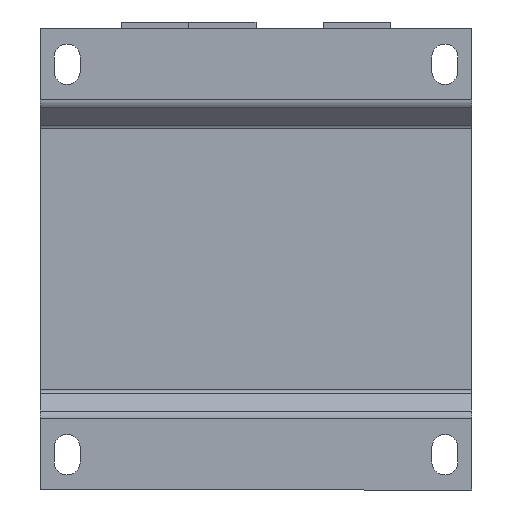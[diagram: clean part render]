
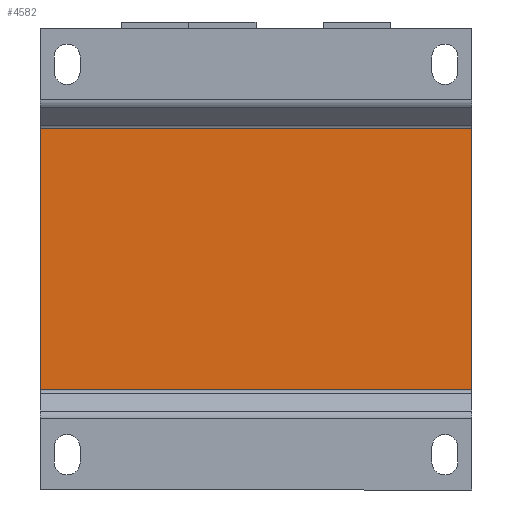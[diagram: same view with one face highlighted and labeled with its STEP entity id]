
A CAD part, front view. The second image highlights one B-rep face of the part: STEP entity #4582.
In plain terms, the highlighted planar face has unit normal (0, -1, 0).
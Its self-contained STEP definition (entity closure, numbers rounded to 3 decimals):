
#133 = VERTEX_POINT ( 'NONE', #1208 ) ;
#555 = VERTEX_POINT ( 'NONE', #5979 ) ;
#740 = EDGE_CURVE ( 'Defeature ausgef�hrt1_84+Defeature ausgef�hrt1_87+Defeature ausgef�hrt1_86+Defeature ausgef�hrt1_85', #133, #1970, #3323, .T. ) ;
#943 = ORIENTED_EDGE ( 'NONE', *, *, #4943, .F. ) ;
#1072 = VECTOR ( 'NONE', #3166, 1000. ) ;
#1191 = EDGE_CURVE ( 'Defeature ausgef�hrt1_89+Defeature ausgef�hrt1_87+Defeature ausgef�hrt1_85+Defeature ausgef�hrt1_68', #1970, #555, #4786, .T. ) ;
#1208 = CARTESIAN_POINT ( 'NONE',  ( 48., -41.5, -29.014 ) ) ;
#1337 = CARTESIAN_POINT ( 'NONE',  ( -48., -41.5, -29.014 ) ) ;
#1407 = CARTESIAN_POINT ( 'NONE',  ( 48., -41.5, 29.014 ) ) ;
#1446 = LINE ( 'NONE', #7522, #1072 ) ;
#1453 = CARTESIAN_POINT ( 'NONE',  ( 48., -41.5, -51.25 ) ) ;
#1502 = LINE ( 'NONE', #1453, #7108 ) ;
#1679 = CARTESIAN_POINT ( 'NONE',  ( -48., -41.5, -51.25 ) ) ;
#1737 = DIRECTION ( 'NONE',  ( 0., 0., 1. ) ) ;
#1970 = VERTEX_POINT ( 'NONE', #1337 ) ;
#2357 = EDGE_LOOP ( 'NONE', ( #3099, #943, #4050, #5118 ) ) ;
#2749 = VECTOR ( 'NONE', #6645, 1000. ) ;
#3099 = ORIENTED_EDGE ( 'NONE', *, *, #740, .F. ) ;
#3166 = DIRECTION ( 'NONE',  ( -1., 0., 0. ) ) ;
#3230 = DIRECTION ( 'NONE',  ( 0., 0., -1. ) ) ;
#3323 = LINE ( 'NONE', #5061, #7794 ) ;
#3508 = DIRECTION ( 'NONE',  ( 0., 1., 0. ) ) ;
#3597 = EDGE_CURVE ( 'Defeature ausgef�hrt1_87+Defeature ausgef�hrt1_67+Defeature ausgef�hrt1_88+Defeature ausgef�hrt1_89', #4948, #555, #1446, .T. ) ;
#3688 = AXIS2_PLACEMENT_3D ( 'NONE', #4168, #3508, #1737 ) ;
#4050 = ORIENTED_EDGE ( 'NONE', *, *, #3597, .T. ) ;
#4168 = CARTESIAN_POINT ( 'NONE',  ( 0., -41.5, 0. ) ) ;
#4582 = ADVANCED_FACE ( 'Defeature ausgef�hrt1_87', ( #4811 ), #7809, .F. ) ;
#4786 = LINE ( 'NONE', #1679, #2749 ) ;
#4811 = FACE_OUTER_BOUND ( 'NONE', #2357, .T. ) ;
#4943 = EDGE_CURVE ( 'Defeature ausgef�hrt1_88+Defeature ausgef�hrt1_87+Defeature ausgef�hrt1_69+Defeature ausgef�hrt1_86', #4948, #133, #1502, .T. ) ;
#4948 = VERTEX_POINT ( 'NONE', #1407 ) ;
#4957 = DIRECTION ( 'NONE',  ( -1., 0., 0. ) ) ;
#5061 = CARTESIAN_POINT ( 'NONE',  ( 0., -41.5, -29.014 ) ) ;
#5118 = ORIENTED_EDGE ( 'NONE', *, *, #1191, .F. ) ;
#5979 = CARTESIAN_POINT ( 'NONE',  ( -48., -41.5, 29.014 ) ) ;
#6645 = DIRECTION ( 'NONE',  ( 0., 0., 1. ) ) ;
#7108 = VECTOR ( 'NONE', #3230, 1000. ) ;
#7522 = CARTESIAN_POINT ( 'NONE',  ( 0., -41.5, 29.014 ) ) ;
#7794 = VECTOR ( 'NONE', #4957, 1000. ) ;
#7809 = PLANE ( 'NONE',  #3688 ) ;
